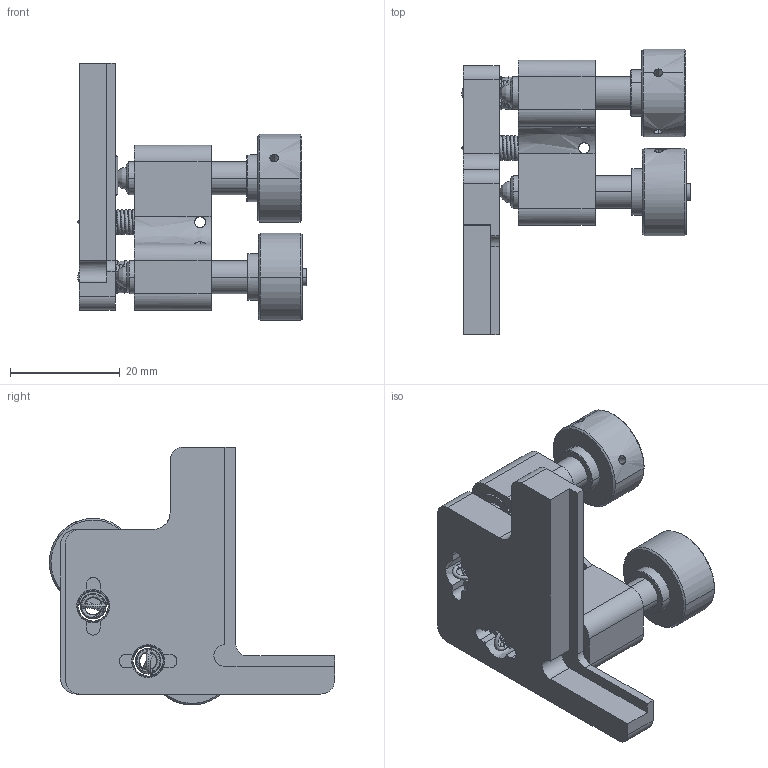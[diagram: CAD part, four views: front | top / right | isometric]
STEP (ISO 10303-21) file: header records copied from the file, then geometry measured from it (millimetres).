
FILE_DESCRIPTION(/* description */ (''),/* implementation_level */ '2;1');
FILE_NAME(/* name */ 'MMR-B',/* time_stamp */ '2021-08-20T12:56:01+03:00',/* author */ (''),/* organization */ (''),/* preprocessor_version */ 'ST-DEVELOPER v15',/* originating_system */ '',/* authorisation */ '');
FILE_SCHEMA (('AUTOMOTIVE_DESIGN'));
Length unit declared in the file: millimetre
Products named in the file (9): Document; MMR-A; MMR-A_Substitute_2; Block 01; Block 02; Block 03; Block 04; Block 05
Assembly tree (8 placements, depth 5):
  Document
    Document
      MMR-A
        MMR-A_Substitute_2
          Block 01
          Block 02
          Block 03
          Block 04
          Block 05
Bounding box: 41.62 x 52 x 46.99 mm (x, y, z)
Volume: 16117.2 mm3; surface area: 15196.6 mm2
Topology: 26 solids, 46 shells, 750 faces, 2119 edges, 1366 vertices
Faces by surface type: bspline 750
Entity records: 104367 total; most frequent: CARTESIAN_POINT 78169, B_SPLINE_CURVE_WITH_KNOTS 5032, ORIENTED_EDGE 4014, PCURVE 4014, DEFINITIONAL_REPRESENTATION 4014, SURFACE_CURVE 2087, EDGE_CURVE 2087, VERTEX_POINT 1360
